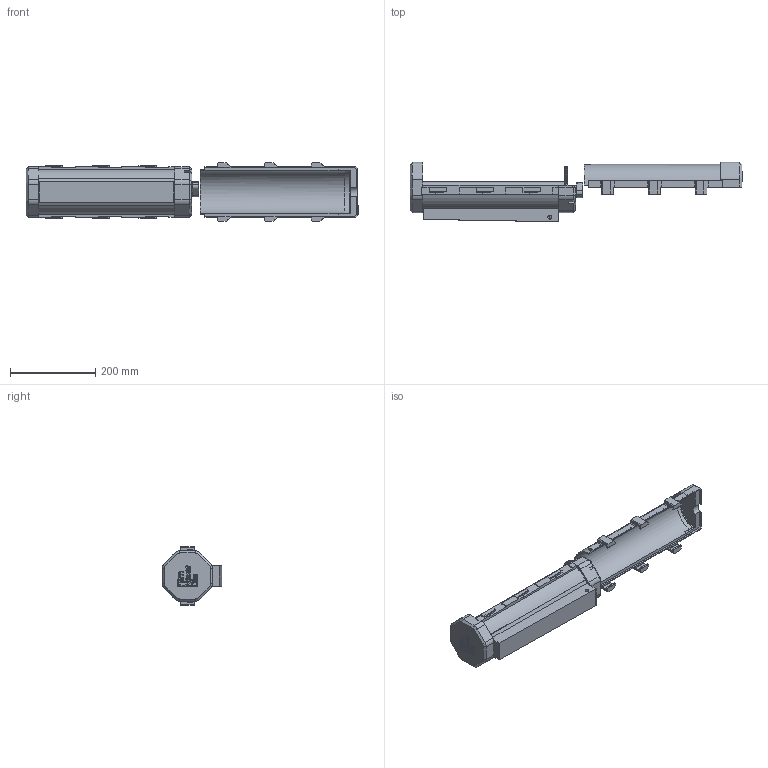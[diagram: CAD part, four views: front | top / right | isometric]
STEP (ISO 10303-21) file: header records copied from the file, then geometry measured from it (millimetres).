
FILE_DESCRIPTION (( 'STEP AP214' ), '1' );
FILE_NAME ('DrumRoll 22019.STEP', '2022-10-31T05:51:33', ( '' ), ( '' ), 'SwSTEP 2.0', 'SolidWorks 2015', '' );
FILE_SCHEMA (( 'AUTOMOTIVE_DESIGN' ));
Length unit declared in the file: millimetre
Products named in the file (12): DrumRod 221020; TankBaseMSF2; TankLidTop; TankLid; BackCap; DrumRod; Rod Head; Light Shaft Shaft Connector; Light Guard; Tank Base Front Cap; DrumRoll 22019
Assembly tree (11 placements, depth 3):
  DrumRoll 22019
    TankBaseMSF2
    Tank Base Front Cap
    DrumRod
      DrumRod 221020
      Light Guard
      Light Shaft Shaft Connector
      Rod Head
    TankLid
      TankLid
      TankLidTop
    BackCap
Bounding box: 778.6 x 139.46 x 137.9 mm (x, y, z)
Volume: 1567086.5 mm3; surface area: 465518.5 mm2
Topology: 9 solids, 9 shells, 672 faces, 1791 edges, 1159 vertices
Faces by surface type: plane 457, cylinder 116, bspline 74, cone 22, torus 3
Entity records: 27773 total; most frequent: CARTESIAN_POINT 7412, ORIENTED_EDGE 3578, DIRECTION 3080, EDGE_CURVE 1789, VECTOR 1330, LINE 1330, VERTEX_POINT 1159, AXIS2_PLACEMENT_3D 875
